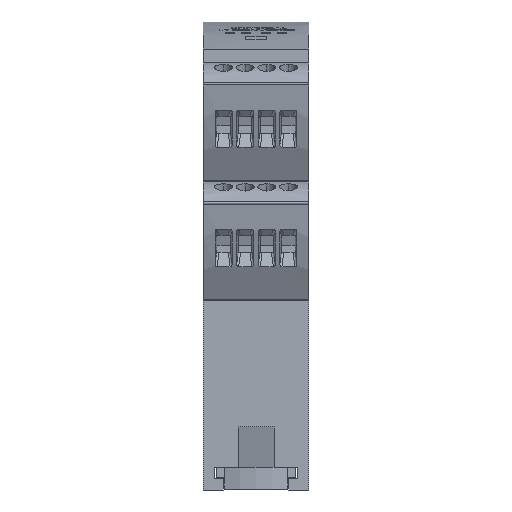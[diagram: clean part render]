
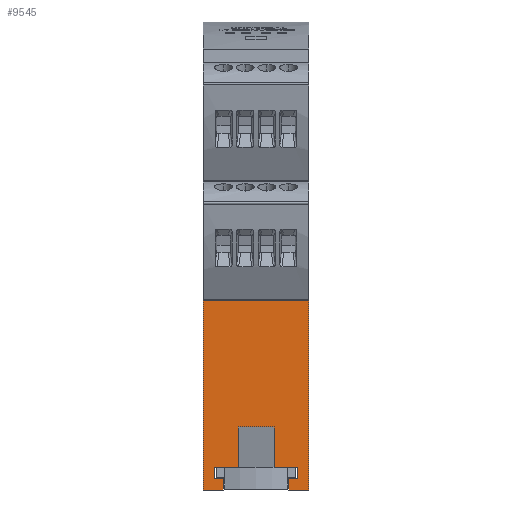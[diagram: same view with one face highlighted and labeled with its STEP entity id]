
A CAD part, front view. The second image highlights one B-rep face of the part: STEP entity #9545.
In plain terms, the highlighted planar face has unit normal (0, -1, 0).
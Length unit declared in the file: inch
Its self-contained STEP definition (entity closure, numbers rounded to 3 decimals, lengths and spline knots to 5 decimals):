
#1309 = EDGE_CURVE ( 'NONE', #14516, #39375, #32548, .T. ) ;
#1375 = VECTOR ( 'NONE', #10009, 39.37008 ) ;
#1852 = CARTESIAN_POINT ( 'NONE',  ( 0.4626, -1.77165, -2.20472 ) ) ;
#2063 = LINE ( 'NONE', #42496, #28756 ) ;
#3083 = CARTESIAN_POINT ( 'NONE',  ( 0.4626, -1.77165, -3.85827 ) ) ;
#3303 = CARTESIAN_POINT ( 'NONE',  ( 0.4626, -1.77165, -2.20472 ) ) ;
#3590 = DIRECTION ( 'NONE',  ( 0., 0., 1. ) ) ;
#4382 = VECTOR ( 'NONE', #28105, 39.37008 ) ;
#4649 = EDGE_LOOP ( 'NONE', ( #45725, #10345, #49960, #42288, #51162, #50111, #17605, #6515, #35749, #48929, #56300, #36422, #49245, #47087, #5258, #49979 ) ) ;
#5258 = ORIENTED_EDGE ( 'NONE', *, *, #34066, .T. ) ;
#6020 = DIRECTION ( 'NONE',  ( -1., 0., 0. ) ) ;
#6515 = ORIENTED_EDGE ( 'NONE', *, *, #7224, .T. ) ;
#6718 = VECTOR ( 'NONE', #36237, 39.37008 ) ;
#6740 = EDGE_CURVE ( 'NONE', #29621, #12392, #31212, .T. ) ;
#7174 = LINE ( 'NONE', #7772, #8002 ) ;
#7224 = EDGE_CURVE ( 'NONE', #12392, #22814, #2063, .T. ) ;
#7613 = CARTESIAN_POINT ( 'NONE',  ( 0.4626, -1.77165, 0. ) ) ;
#7772 = CARTESIAN_POINT ( 'NONE',  ( 0.4626, -1.77165, -3.85827 ) ) ;
#8002 = VECTOR ( 'NONE', #39271, 39.37008 ) ;
#8040 = LINE ( 'NONE', #17237, #24885 ) ;
#8351 = VERTEX_POINT ( 'NONE', #37983 ) ;
#9126 = VERTEX_POINT ( 'NONE', #3083 ) ;
#9545 = ADVANCED_FACE ( 'NONE', ( #15944 ), #34326, .T. ) ;
#10009 = DIRECTION ( 'NONE',  ( 0., 0., -1. ) ) ;
#10300 = LINE ( 'NONE', #55448, #4382 ) ;
#10345 = ORIENTED_EDGE ( 'NONE', *, *, #40662, .T. ) ;
#10712 = CARTESIAN_POINT ( 'NONE',  ( -0.28543, -1.77165, 0. ) ) ;
#12392 = VERTEX_POINT ( 'NONE', #56028 ) ;
#12417 = EDGE_CURVE ( 'NONE', #8351, #37645, #19196, .T. ) ;
#12642 = LINE ( 'NONE', #56632, #30487 ) ;
#13103 = EDGE_CURVE ( 'NONE', #9126, #47464, #8040, .T. ) ;
#13163 = CARTESIAN_POINT ( 'NONE',  ( -0.4626, -1.77165, -6.52559 ) ) ;
#13542 = DIRECTION ( 'NONE',  ( -1., 0., 0. ) ) ;
#14265 = EDGE_CURVE ( 'NONE', #18007, #17135, #32930, .T. ) ;
#14516 = VERTEX_POINT ( 'NONE', #36758 ) ;
#15444 = DIRECTION ( 'NONE',  ( 0., 0., -1. ) ) ;
#15944 = FACE_OUTER_BOUND ( 'NONE', #4649, .T. ) ;
#16853 = CARTESIAN_POINT ( 'NONE',  ( 0.4626, -1.77165, -3.75984 ) ) ;
#17135 = VERTEX_POINT ( 'NONE', #49026 ) ;
#17237 = CARTESIAN_POINT ( 'NONE',  ( 0.4626, -1.77165, 0. ) ) ;
#17365 = VERTEX_POINT ( 'NONE', #22967 ) ;
#17482 = CARTESIAN_POINT ( 'NONE',  ( -0.4626, -1.77165, -2.20472 ) ) ;
#17605 = ORIENTED_EDGE ( 'NONE', *, *, #6740, .T. ) ;
#17903 = LINE ( 'NONE', #13163, #36522 ) ;
#17986 = CARTESIAN_POINT ( 'NONE',  ( 0.4626, -1.77165, -3.75984 ) ) ;
#18007 = VERTEX_POINT ( 'NONE', #30523 ) ;
#18571 = LINE ( 'NONE', #17986, #31553 ) ;
#19196 = LINE ( 'NONE', #28972, #58087 ) ;
#19371 = CARTESIAN_POINT ( 'NONE',  ( 0.15748, -1.77165, -3.66142 ) ) ;
#19772 = VERTEX_POINT ( 'NONE', #53211 ) ;
#19914 = VECTOR ( 'NONE', #57967, 39.37008 ) ;
#20711 = EDGE_CURVE ( 'NONE', #22814, #8351, #12642, .T. ) ;
#22442 = VERTEX_POINT ( 'NONE', #32648 ) ;
#22626 = VERTEX_POINT ( 'NONE', #17482 ) ;
#22814 = VERTEX_POINT ( 'NONE', #19371 ) ;
#22924 = DIRECTION ( 'NONE',  ( 0., 0., -1. ) ) ;
#22967 = CARTESIAN_POINT ( 'NONE',  ( -0.36417, -1.77165, -3.75984 ) ) ;
#23139 = CARTESIAN_POINT ( 'NONE',  ( -0.4626, -1.77165, -3.66142 ) ) ;
#24885 = VECTOR ( 'NONE', #3590, 39.37008 ) ;
#28105 = DIRECTION ( 'NONE',  ( 0., 0., 1. ) ) ;
#28756 = VECTOR ( 'NONE', #15444, 39.37008 ) ;
#28972 = CARTESIAN_POINT ( 'NONE',  ( 0.36417, -1.77165, 0. ) ) ;
#29621 = VERTEX_POINT ( 'NONE', #51231 ) ;
#30487 = VECTOR ( 'NONE', #53936, 39.37008 ) ;
#30497 = LINE ( 'NONE', #16853, #38349 ) ;
#30523 = CARTESIAN_POINT ( 'NONE',  ( -0.36417, -1.77165, -3.66142 ) ) ;
#30927 = CARTESIAN_POINT ( 'NONE',  ( 0.4626, -1.77165, -3.30709 ) ) ;
#31212 = LINE ( 'NONE', #30927, #58164 ) ;
#31553 = VECTOR ( 'NONE', #13542, 39.37008 ) ;
#32548 = LINE ( 'NONE', #50703, #1375 ) ;
#32613 = AXIS2_PLACEMENT_3D ( 'NONE', #7613, #47738, #52194 ) ;
#32648 = CARTESIAN_POINT ( 'NONE',  ( -0.28543, -1.77165, -3.85827 ) ) ;
#32930 = LINE ( 'NONE', #23139, #6718 ) ;
#33640 = CARTESIAN_POINT ( 'NONE',  ( 0.36417, -1.77165, -3.75984 ) ) ;
#34066 = EDGE_CURVE ( 'NONE', #47464, #22626, #43706, .T. ) ;
#34326 = PLANE ( 'NONE',  #32613 ) ;
#35749 = ORIENTED_EDGE ( 'NONE', *, *, #20711, .T. ) ;
#35983 = EDGE_CURVE ( 'NONE', #37920, #17365, #18571, .T. ) ;
#36237 = DIRECTION ( 'NONE',  ( 1., 0., 0. ) ) ;
#36422 = ORIENTED_EDGE ( 'NONE', *, *, #1309, .T. ) ;
#36522 = VECTOR ( 'NONE', #22924, 39.37008 ) ;
#36758 = CARTESIAN_POINT ( 'NONE',  ( 0.28543, -1.77165, -3.75984 ) ) ;
#37645 = VERTEX_POINT ( 'NONE', #33640 ) ;
#37920 = VERTEX_POINT ( 'NONE', #39756 ) ;
#37983 = CARTESIAN_POINT ( 'NONE',  ( 0.36417, -1.77165, -3.66142 ) ) ;
#38349 = VECTOR ( 'NONE', #48655, 39.37008 ) ;
#38631 = DIRECTION ( 'NONE',  ( 0., 0., 1. ) ) ;
#39271 = DIRECTION ( 'NONE',  ( 1., 0., 0. ) ) ;
#39375 = VERTEX_POINT ( 'NONE', #52109 ) ;
#39756 = CARTESIAN_POINT ( 'NONE',  ( -0.28543, -1.77165, -3.75984 ) ) ;
#39866 = DIRECTION ( 'NONE',  ( 1., 0., 0. ) ) ;
#40662 = EDGE_CURVE ( 'NONE', #22442, #37920, #57044, .T. ) ;
#41242 = DIRECTION ( 'NONE',  ( 0., 0., 1. ) ) ;
#41485 = VECTOR ( 'NONE', #6020, 39.37008 ) ;
#42288 = ORIENTED_EDGE ( 'NONE', *, *, #44612, .T. ) ;
#42496 = CARTESIAN_POINT ( 'NONE',  ( 0.15748, -1.77165, 0. ) ) ;
#43706 = LINE ( 'NONE', #3303, #19914 ) ;
#44612 = EDGE_CURVE ( 'NONE', #17365, #18007, #10300, .T. ) ;
#45725 = ORIENTED_EDGE ( 'NONE', *, *, #47325, .F. ) ;
#46280 = LINE ( 'NONE', #50735, #48037 ) ;
#46726 = LINE ( 'NONE', #50899, #41485 ) ;
#47087 = ORIENTED_EDGE ( 'NONE', *, *, #13103, .T. ) ;
#47325 = EDGE_CURVE ( 'NONE', #22442, #19772, #46726, .T. ) ;
#47464 = VERTEX_POINT ( 'NONE', #1852 ) ;
#47738 = DIRECTION ( 'NONE',  ( 0., -1., 0. ) ) ;
#48037 = VECTOR ( 'NONE', #41242, 39.37008 ) ;
#48655 = DIRECTION ( 'NONE',  ( -1., 0., 0. ) ) ;
#48929 = ORIENTED_EDGE ( 'NONE', *, *, #12417, .T. ) ;
#49026 = CARTESIAN_POINT ( 'NONE',  ( -0.15748, -1.77165, -3.66142 ) ) ;
#49084 = EDGE_CURVE ( 'NONE', #39375, #9126, #7174, .T. ) ;
#49245 = ORIENTED_EDGE ( 'NONE', *, *, #49084, .T. ) ;
#49960 = ORIENTED_EDGE ( 'NONE', *, *, #35983, .T. ) ;
#49979 = ORIENTED_EDGE ( 'NONE', *, *, #51139, .T. ) ;
#50111 = ORIENTED_EDGE ( 'NONE', *, *, #56807, .T. ) ;
#50703 = CARTESIAN_POINT ( 'NONE',  ( 0.28543, -1.77165, 0. ) ) ;
#50735 = CARTESIAN_POINT ( 'NONE',  ( -0.15748, -1.77165, 0. ) ) ;
#50847 = EDGE_CURVE ( 'NONE', #37645, #14516, #30497, .T. ) ;
#50899 = CARTESIAN_POINT ( 'NONE',  ( 0.4626, -1.77165, -3.85827 ) ) ;
#51139 = EDGE_CURVE ( 'NONE', #22626, #19772, #17903, .T. ) ;
#51162 = ORIENTED_EDGE ( 'NONE', *, *, #14265, .T. ) ;
#51231 = CARTESIAN_POINT ( 'NONE',  ( -0.15748, -1.77165, -3.30709 ) ) ;
#52109 = CARTESIAN_POINT ( 'NONE',  ( 0.28543, -1.77165, -3.85827 ) ) ;
#52194 = DIRECTION ( 'NONE',  ( 0., 0., -1. ) ) ;
#53211 = CARTESIAN_POINT ( 'NONE',  ( -0.4626, -1.77165, -3.85827 ) ) ;
#53936 = DIRECTION ( 'NONE',  ( 1., 0., 0. ) ) ;
#55448 = CARTESIAN_POINT ( 'NONE',  ( -0.36417, -1.77165, 0. ) ) ;
#56028 = CARTESIAN_POINT ( 'NONE',  ( 0.15748, -1.77165, -3.30709 ) ) ;
#56290 = VECTOR ( 'NONE', #38631, 39.37008 ) ;
#56300 = ORIENTED_EDGE ( 'NONE', *, *, #50847, .T. ) ;
#56326 = DIRECTION ( 'NONE',  ( 0., 0., -1. ) ) ;
#56632 = CARTESIAN_POINT ( 'NONE',  ( -0.4626, -1.77165, -3.66142 ) ) ;
#56807 = EDGE_CURVE ( 'NONE', #17135, #29621, #46280, .T. ) ;
#57044 = LINE ( 'NONE', #10712, #56290 ) ;
#57967 = DIRECTION ( 'NONE',  ( -1., 0., 0. ) ) ;
#58087 = VECTOR ( 'NONE', #56326, 39.37008 ) ;
#58164 = VECTOR ( 'NONE', #39866, 39.37008 ) ;
